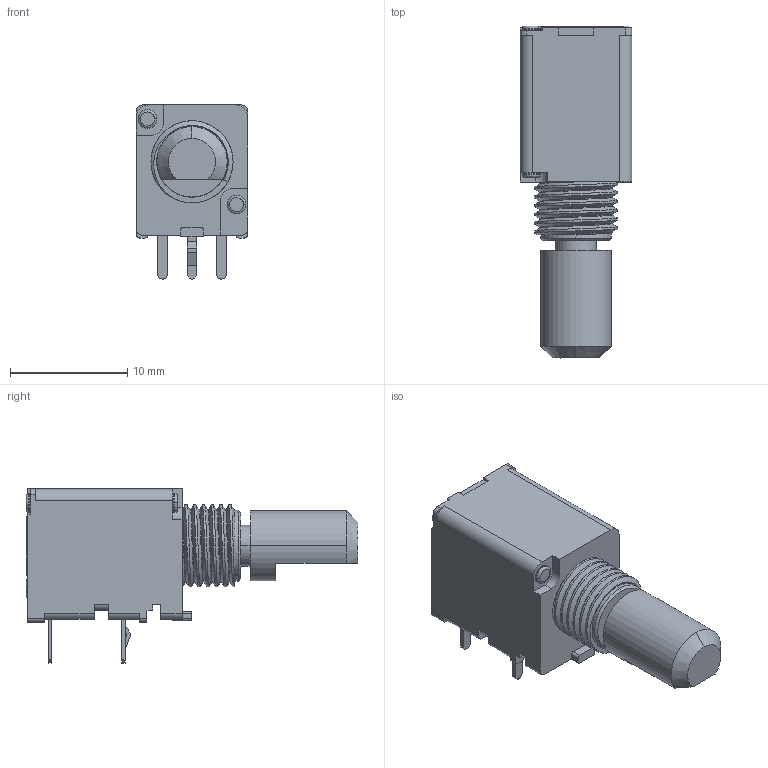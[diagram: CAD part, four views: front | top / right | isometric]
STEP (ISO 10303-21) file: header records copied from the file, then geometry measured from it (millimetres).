
FILE_DESCRIPTION (( 'STEP AP214' ), '1' );
FILE_NAME ('rk0971114d0b.STEP', '2023-12-06T18:23:30', ( '' ), ( '' ), 'SwSTEP 2.0', 'SolidWorks 2023', '' );
FILE_SCHEMA (( 'AUTOMOTIVE_DESIGN' ));
Length unit declared in the file: millimetre
Products named in the file (1): rk0971114d0b
Bounding box: 9.5 x 28.3 x 14.85 mm (x, y, z)
Volume: 1753.1 mm3; surface area: 1203.4 mm2
Topology: 1 solids, 1 shells, 207 faces, 574 edges, 382 vertices
Faces by surface type: plane 109, cylinder 71, bspline 23, cone 4
Entity records: 10377 total; most frequent: CARTESIAN_POINT 3959, ORIENTED_EDGE 1148, DIRECTION 1042, EDGE_CURVE 574, VERTEX_POINT 382, VECTOR 352, LINE 352, AXIS2_PLACEMENT_3D 345
